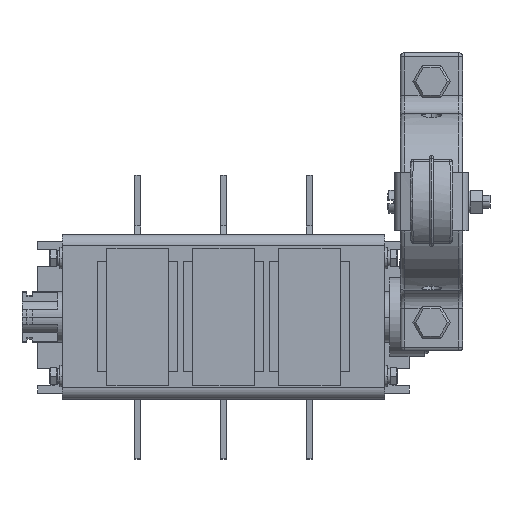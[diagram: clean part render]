
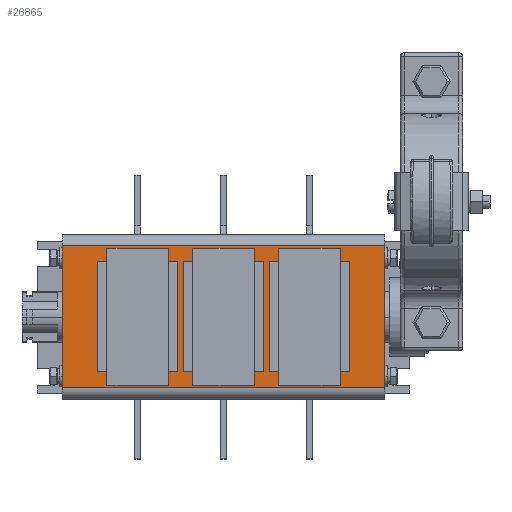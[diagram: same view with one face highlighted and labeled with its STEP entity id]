
A CAD part, top view. The second image highlights one B-rep face of the part: STEP entity #26865.
In plain terms, the highlighted planar face has unit normal (0, 0, 1).
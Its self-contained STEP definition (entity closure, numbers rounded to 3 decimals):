
#262 = ORIENTED_EDGE ( 'NONE', *, *, #24131, .F. ) ;
#359 = VERTEX_POINT ( 'NONE', #13630 ) ;
#366 = DIRECTION ( 'NONE',  ( 0., 1., 0. ) ) ;
#877 = DIRECTION ( 'NONE',  ( -1., 0., 0. ) ) ;
#1080 = LINE ( 'NONE', #3730, #12818 ) ;
#1331 = ORIENTED_EDGE ( 'NONE', *, *, #3831, .F. ) ;
#1424 = CARTESIAN_POINT ( 'NONE',  ( 17., 23.25, 107.4 ) ) ;
#1504 = EDGE_CURVE ( 'NONE', #359, #34489, #16323, .T. ) ;
#1585 = VECTOR ( 'NONE', #32011, 1000. ) ;
#2217 = FACE_BOUND ( 'NONE', #36948, .T. ) ;
#2409 = LINE ( 'NONE', #13826, #6176 ) ;
#2417 = CARTESIAN_POINT ( 'NONE',  ( 168.476, 30., 107.4 ) ) ;
#2612 = VERTEX_POINT ( 'NONE', #9088 ) ;
#3015 = CARTESIAN_POINT ( 'NONE',  ( 53.3, -23.25, 107.4 ) ) ;
#3281 = DIRECTION ( 'NONE',  ( 1., 0., 0. ) ) ;
#3487 = VECTOR ( 'NONE', #26154, 1000. ) ;
#3730 = CARTESIAN_POINT ( 'NONE',  ( 19.3, 23.25, 107.4 ) ) ;
#3831 = EDGE_CURVE ( 'NONE', #10147, #11992, #4455, .T. ) ;
#4359 = CARTESIAN_POINT ( 'NONE',  ( 68.2, -30., 107.4 ) ) ;
#4455 = LINE ( 'NONE', #7677, #36006 ) ;
#4954 = EDGE_CURVE ( 'NONE', #13765, #29615, #30883, .T. ) ;
#5009 = DIRECTION ( 'NONE',  ( 0., 1., 0. ) ) ;
#5490 = ORIENTED_EDGE ( 'NONE', *, *, #10229, .F. ) ;
#5687 = CARTESIAN_POINT ( 'NONE',  ( -53.3, -23.25, 107.4 ) ) ;
#6079 = VECTOR ( 'NONE', #16927, 1000. ) ;
#6086 = LINE ( 'NONE', #15195, #11265 ) ;
#6176 = VECTOR ( 'NONE', #13437, 1000. ) ;
#6203 = ORIENTED_EDGE ( 'NONE', *, *, #8404, .F. ) ;
#6343 = CARTESIAN_POINT ( 'NONE',  ( 53.3, 23.25, 107.4 ) ) ;
#6438 = CARTESIAN_POINT ( 'NONE',  ( -53.3, 23.25, 107.4 ) ) ;
#6526 = VERTEX_POINT ( 'NONE', #18692 ) ;
#6902 = DIRECTION ( 'NONE',  ( 0., -1., 0. ) ) ;
#6908 = CARTESIAN_POINT ( 'NONE',  ( -17., 23.25, 107.4 ) ) ;
#6974 = VECTOR ( 'NONE', #10790, 1000. ) ;
#7064 = EDGE_LOOP ( 'NONE', ( #27993, #24645, #262, #6203 ) ) ;
#7483 = EDGE_LOOP ( 'NONE', ( #35248, #15588, #34218, #13539 ) ) ;
#7677 = CARTESIAN_POINT ( 'NONE',  ( 17., -23.25, 107.4 ) ) ;
#8404 = EDGE_CURVE ( 'NONE', #23831, #6526, #34239, .T. ) ;
#8627 = VERTEX_POINT ( 'NONE', #21260 ) ;
#8674 = VERTEX_POINT ( 'NONE', #4359 ) ;
#9019 = EDGE_CURVE ( 'NONE', #2612, #8674, #17803, .T. ) ;
#9088 = CARTESIAN_POINT ( 'NONE',  ( -68.2, -30., 107.4 ) ) ;
#9118 = LINE ( 'NONE', #9518, #23696 ) ;
#9125 = EDGE_CURVE ( 'NONE', #24801, #31031, #1080, .T. ) ;
#9234 = CARTESIAN_POINT ( 'NONE',  ( 168.476, -30., 107.4 ) ) ;
#9518 = CARTESIAN_POINT ( 'NONE',  ( -68.2, -35., 107.4 ) ) ;
#10147 = VERTEX_POINT ( 'NONE', #33557 ) ;
#10229 = EDGE_CURVE ( 'NONE', #11992, #25957, #17546, .T. ) ;
#10504 = LINE ( 'NONE', #36582, #25269 ) ;
#10631 = CARTESIAN_POINT ( 'NONE',  ( -68.2, 30., 107.4 ) ) ;
#10790 = DIRECTION ( 'NONE',  ( 1., 0., 0. ) ) ;
#11221 = EDGE_CURVE ( 'NONE', #27368, #10147, #23795, .T. ) ;
#11265 = VECTOR ( 'NONE', #29480, 1000. ) ;
#11590 = VECTOR ( 'NONE', #29403, 1000. ) ;
#11992 = VERTEX_POINT ( 'NONE', #1424 ) ;
#12356 = DIRECTION ( 'NONE',  ( 0., 1., 0. ) ) ;
#12391 = CARTESIAN_POINT ( 'NONE',  ( -17., -23.25, 107.4 ) ) ;
#12755 = EDGE_CURVE ( 'NONE', #8674, #8627, #6086, .T. ) ;
#12818 = VECTOR ( 'NONE', #877, 1000. ) ;
#13245 = EDGE_CURVE ( 'NONE', #25957, #27368, #10504, .T. ) ;
#13437 = DIRECTION ( 'NONE',  ( 1., 0., 0. ) ) ;
#13539 = ORIENTED_EDGE ( 'NONE', *, *, #9019, .T. ) ;
#13601 = FACE_BOUND ( 'NONE', #7064, .T. ) ;
#13625 = LINE ( 'NONE', #16489, #21633 ) ;
#13630 = CARTESIAN_POINT ( 'NONE',  ( 19.3, -23.25, 107.4 ) ) ;
#13765 = VERTEX_POINT ( 'NONE', #20136 ) ;
#13802 = FACE_BOUND ( 'NONE', #20576, .T. ) ;
#13826 = CARTESIAN_POINT ( 'NONE',  ( -53.3, -23.25, 107.4 ) ) ;
#13836 = CARTESIAN_POINT ( 'NONE',  ( 19.3, -23.25, 107.4 ) ) ;
#14347 = EDGE_CURVE ( 'NONE', #29615, #23831, #26547, .T. ) ;
#15195 = CARTESIAN_POINT ( 'NONE',  ( 68.2, -35., 107.4 ) ) ;
#15588 = ORIENTED_EDGE ( 'NONE', *, *, #25344, .T. ) ;
#16323 = LINE ( 'NONE', #13836, #6974 ) ;
#16489 = CARTESIAN_POINT ( 'NONE',  ( 19.3, -23.25, 107.4 ) ) ;
#16927 = DIRECTION ( 'NONE',  ( 0., -1., 0. ) ) ;
#17546 = LINE ( 'NONE', #28761, #1585 ) ;
#17803 = LINE ( 'NONE', #9234, #11590 ) ;
#18201 = ORIENTED_EDGE ( 'NONE', *, *, #9125, .F. ) ;
#18692 = CARTESIAN_POINT ( 'NONE',  ( -53.3, -23.25, 107.4 ) ) ;
#19685 = PLANE ( 'NONE',  #31847 ) ;
#20136 = CARTESIAN_POINT ( 'NONE',  ( -19.3, -23.25, 107.4 ) ) ;
#20576 = EDGE_LOOP ( 'NONE', ( #5490, #1331, #32220, #37062 ) ) ;
#20997 = DIRECTION ( 'NONE',  ( -1., 0., 0. ) ) ;
#21260 = CARTESIAN_POINT ( 'NONE',  ( 68.2, 30., 107.4 ) ) ;
#21440 = CARTESIAN_POINT ( 'NONE',  ( -19.3, 23.25, 107.4 ) ) ;
#21553 = VECTOR ( 'NONE', #5009, 1000. ) ;
#21633 = VECTOR ( 'NONE', #22374, 1000. ) ;
#22315 = CARTESIAN_POINT ( 'NONE',  ( -19.3, -23.25, 107.4 ) ) ;
#22374 = DIRECTION ( 'NONE',  ( 0., -1., 0. ) ) ;
#22385 = LINE ( 'NONE', #2417, #22637 ) ;
#22637 = VECTOR ( 'NONE', #34016, 1000. ) ;
#22806 = VECTOR ( 'NONE', #366, 1000. ) ;
#22864 = CARTESIAN_POINT ( 'NONE',  ( 53.3, -23.25, 107.4 ) ) ;
#23649 = DIRECTION ( 'NONE',  ( 0., 0., -1. ) ) ;
#23696 = VECTOR ( 'NONE', #12356, 1000. ) ;
#23795 = LINE ( 'NONE', #12391, #25287 ) ;
#23831 = VERTEX_POINT ( 'NONE', #6438 ) ;
#24131 = EDGE_CURVE ( 'NONE', #6526, #13765, #2409, .T. ) ;
#24175 = ORIENTED_EDGE ( 'NONE', *, *, #37373, .F. ) ;
#24645 = ORIENTED_EDGE ( 'NONE', *, *, #4954, .F. ) ;
#24801 = VERTEX_POINT ( 'NONE', #6343 ) ;
#25269 = VECTOR ( 'NONE', #6902, 1000. ) ;
#25287 = VECTOR ( 'NONE', #3281, 1000. ) ;
#25344 = EDGE_CURVE ( 'NONE', #8627, #35920, #22385, .T. ) ;
#25381 = FACE_OUTER_BOUND ( 'NONE', #7483, .T. ) ;
#25557 = CARTESIAN_POINT ( 'NONE',  ( 168.476, -35., 107.4 ) ) ;
#25957 = VERTEX_POINT ( 'NONE', #6908 ) ;
#26154 = DIRECTION ( 'NONE',  ( -1., 0., 0. ) ) ;
#26547 = LINE ( 'NONE', #29410, #3487 ) ;
#26865 = ADVANCED_FACE ( 'NONE', ( #13601, #2217, #13802, #25381 ), #19685, .F. ) ;
#27368 = VERTEX_POINT ( 'NONE', #36982 ) ;
#27642 = DIRECTION ( 'NONE',  ( 0., 1., 0. ) ) ;
#27993 = ORIENTED_EDGE ( 'NONE', *, *, #14347, .F. ) ;
#28761 = CARTESIAN_POINT ( 'NONE',  ( -17., 23.25, 107.4 ) ) ;
#29091 = ORIENTED_EDGE ( 'NONE', *, *, #1504, .F. ) ;
#29383 = EDGE_CURVE ( 'NONE', #34489, #24801, #31931, .T. ) ;
#29403 = DIRECTION ( 'NONE',  ( 1., 0., 0. ) ) ;
#29410 = CARTESIAN_POINT ( 'NONE',  ( -53.3, 23.25, 107.4 ) ) ;
#29480 = DIRECTION ( 'NONE',  ( 0., 1., 0. ) ) ;
#29615 = VERTEX_POINT ( 'NONE', #21440 ) ;
#30329 = CARTESIAN_POINT ( 'NONE',  ( 19.3, 23.25, 107.4 ) ) ;
#30883 = LINE ( 'NONE', #22315, #21553 ) ;
#31031 = VERTEX_POINT ( 'NONE', #30329 ) ;
#31847 = AXIS2_PLACEMENT_3D ( 'NONE', #25557, #23649, #20997 ) ;
#31931 = LINE ( 'NONE', #3015, #22806 ) ;
#31935 = EDGE_CURVE ( 'NONE', #2612, #35920, #9118, .T. ) ;
#32011 = DIRECTION ( 'NONE',  ( -1., 0., 0. ) ) ;
#32220 = ORIENTED_EDGE ( 'NONE', *, *, #11221, .F. ) ;
#33557 = CARTESIAN_POINT ( 'NONE',  ( 17., -23.25, 107.4 ) ) ;
#34016 = DIRECTION ( 'NONE',  ( -1., 0., 0. ) ) ;
#34218 = ORIENTED_EDGE ( 'NONE', *, *, #31935, .F. ) ;
#34239 = LINE ( 'NONE', #5687, #6079 ) ;
#34489 = VERTEX_POINT ( 'NONE', #22864 ) ;
#35248 = ORIENTED_EDGE ( 'NONE', *, *, #12755, .T. ) ;
#35920 = VERTEX_POINT ( 'NONE', #10631 ) ;
#36006 = VECTOR ( 'NONE', #27642, 1000. ) ;
#36267 = ORIENTED_EDGE ( 'NONE', *, *, #29383, .F. ) ;
#36582 = CARTESIAN_POINT ( 'NONE',  ( -17., -23.25, 107.4 ) ) ;
#36948 = EDGE_LOOP ( 'NONE', ( #18201, #36267, #29091, #24175 ) ) ;
#36982 = CARTESIAN_POINT ( 'NONE',  ( -17., -23.25, 107.4 ) ) ;
#37062 = ORIENTED_EDGE ( 'NONE', *, *, #13245, .F. ) ;
#37373 = EDGE_CURVE ( 'NONE', #31031, #359, #13625, .T. ) ;
